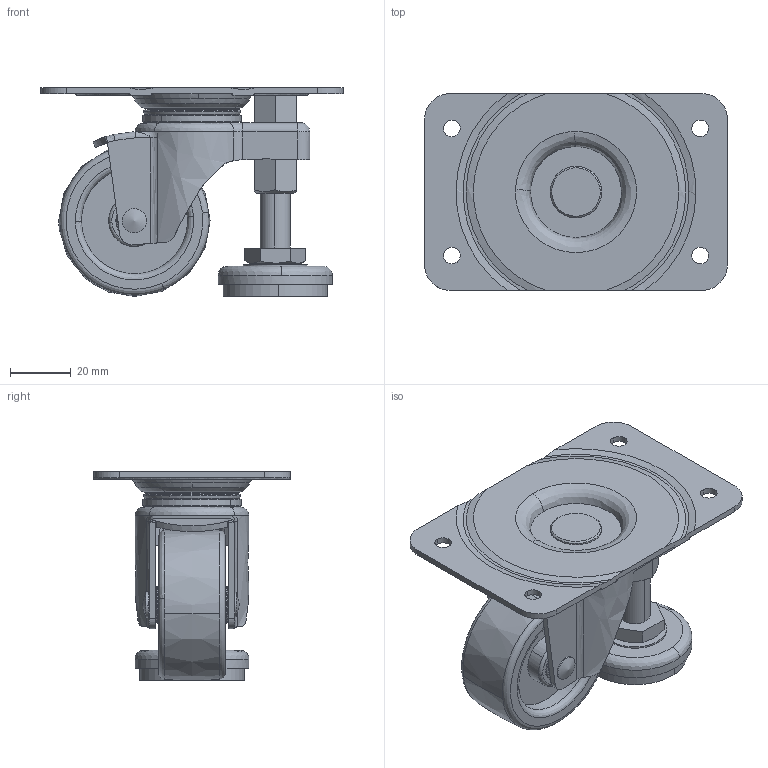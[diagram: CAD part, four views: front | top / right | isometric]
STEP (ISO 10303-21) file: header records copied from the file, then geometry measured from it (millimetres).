
FILE_DESCRIPTION((''),'2;1');
FILE_NAME('','2005-12-16T11:45:17',(''),(''),'','CADfix','');
FILE_SCHEMA(('AUTOMOTIVE_DESIGN'));
Length unit declared in the file: millimetre
Products named in the file (7): wheel; mounting plate; main shaft; foot; body; axle; No_103A_F_N2_18122_36
Assembly tree (6 placements, depth 2):
  No_103A_F_N2_18122_36
    wheel
    mounting plate
    main shaft
    foot
    body
    axle
Bounding box: 100 x 65 x 69 mm (x, y, z)
Volume: 81161.6 mm3; surface area: 42384.4 mm2
Topology: 6 solids, 6 shells, 338 faces, 1026 edges, 723 vertices
Faces by surface type: bspline 338
Entity records: 13611 total; most frequent: CARTESIAN_POINT 7915, ORIENTED_EDGE 2052, EDGE_CURVE 1026, VERTEX_POINT 723, QUASI_UNIFORM_CURVE 381, EDGE_LOOP 381, FACE_OUTER_BOUND 338, ADVANCED_FACE 338
